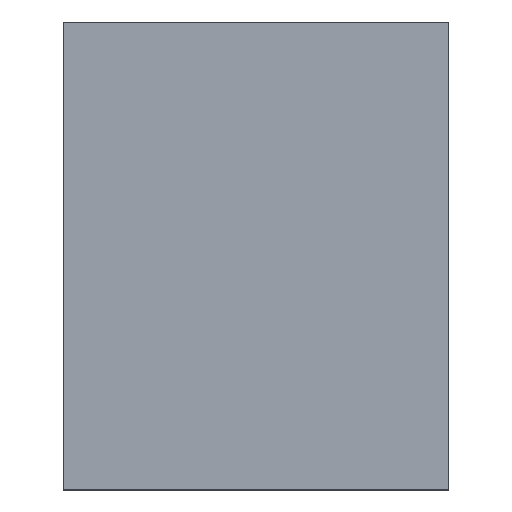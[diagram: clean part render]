
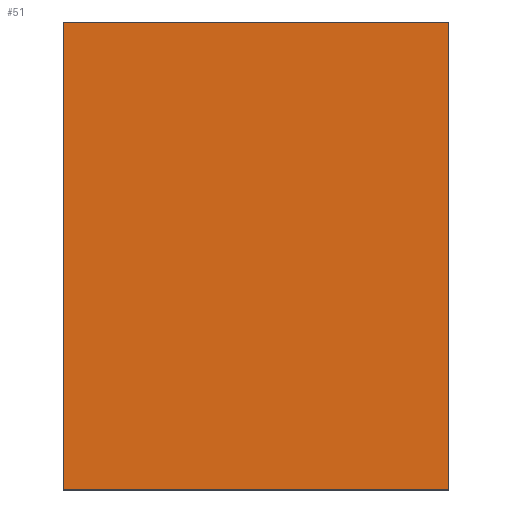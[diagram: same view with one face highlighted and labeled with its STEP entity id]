
A CAD part, top view. The second image highlights one B-rep face of the part: STEP entity #51.
In plain terms, the highlighted planar face has unit normal (0, 0, 1).
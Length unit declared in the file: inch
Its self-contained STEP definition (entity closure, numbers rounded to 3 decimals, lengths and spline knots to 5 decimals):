
#5 = DIRECTION ( 'NONE',  ( 1., 0., 0. ) ) ;
#9 = DIRECTION ( 'NONE',  ( 0., -1., 0. ) ) ;
#17 = EDGE_CURVE ( 'NONE', #111, #129, #55, .T. ) ;
#18 = ORIENTED_EDGE ( 'NONE', *, *, #145, .T. ) ;
#20 = VECTOR ( 'NONE', #9, 39.37008 ) ;
#21 = FACE_OUTER_BOUND ( 'NONE', #184, .T. ) ;
#23 = DIRECTION ( 'NONE',  ( -1., 0., 0. ) ) ;
#35 = AXIS2_PLACEMENT_3D ( 'NONE', #132, #189, #79 ) ;
#37 = DIRECTION ( 'NONE',  ( 0., 1., 0. ) ) ;
#38 = PLANE ( 'NONE',  #35 ) ;
#40 = CARTESIAN_POINT ( 'NONE',  ( -3.875, -4.70472, 0.125 ) ) ;
#42 = LINE ( 'NONE', #104, #62 ) ;
#46 = VERTEX_POINT ( 'NONE', #152 ) ;
#51 = ADVANCED_FACE ( 'NONE', ( #21 ), #38, .F. ) ;
#55 = LINE ( 'NONE', #40, #113 ) ;
#62 = VECTOR ( 'NONE', #37, 39.37008 ) ;
#69 = LINE ( 'NONE', #123, #179 ) ;
#74 = ORIENTED_EDGE ( 'NONE', *, *, #170, .T. ) ;
#75 = ORIENTED_EDGE ( 'NONE', *, *, #101, .T. ) ;
#79 = DIRECTION ( 'NONE',  ( -1., 0., 0. ) ) ;
#99 = CARTESIAN_POINT ( 'NONE',  ( -3.875, -4.70472, 0.125 ) ) ;
#101 = EDGE_CURVE ( 'NONE', #108, #111, #174, .T. ) ;
#104 = CARTESIAN_POINT ( 'NONE',  ( 3.875, -4.70472, 0.125 ) ) ;
#108 = VERTEX_POINT ( 'NONE', #116 ) ;
#111 = VERTEX_POINT ( 'NONE', #99 ) ;
#113 = VECTOR ( 'NONE', #5, 39.37008 ) ;
#116 = CARTESIAN_POINT ( 'NONE',  ( -3.875, 4.70472, 0.125 ) ) ;
#117 = CARTESIAN_POINT ( 'NONE',  ( -3.875, -4.70472, 0.125 ) ) ;
#122 = ORIENTED_EDGE ( 'NONE', *, *, #17, .T. ) ;
#123 = CARTESIAN_POINT ( 'NONE',  ( -3.875, 4.70472, 0.125 ) ) ;
#129 = VERTEX_POINT ( 'NONE', #190 ) ;
#132 = CARTESIAN_POINT ( 'NONE',  ( 0., 0., 0.125 ) ) ;
#145 = EDGE_CURVE ( 'NONE', #46, #108, #69, .T. ) ;
#152 = CARTESIAN_POINT ( 'NONE',  ( 3.875, 4.70472, 0.125 ) ) ;
#170 = EDGE_CURVE ( 'NONE', #129, #46, #42, .T. ) ;
#174 = LINE ( 'NONE', #117, #20 ) ;
#179 = VECTOR ( 'NONE', #23, 39.37008 ) ;
#184 = EDGE_LOOP ( 'NONE', ( #74, #18, #75, #122 ) ) ;
#189 = DIRECTION ( 'NONE',  ( 0., 0., -1. ) ) ;
#190 = CARTESIAN_POINT ( 'NONE',  ( 3.875, -4.70472, 0.125 ) ) ;
